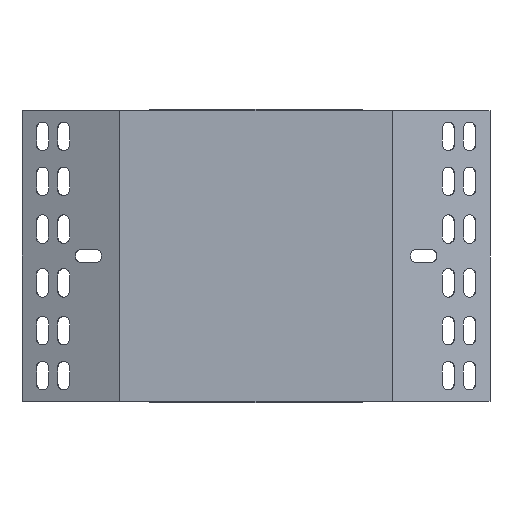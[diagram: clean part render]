
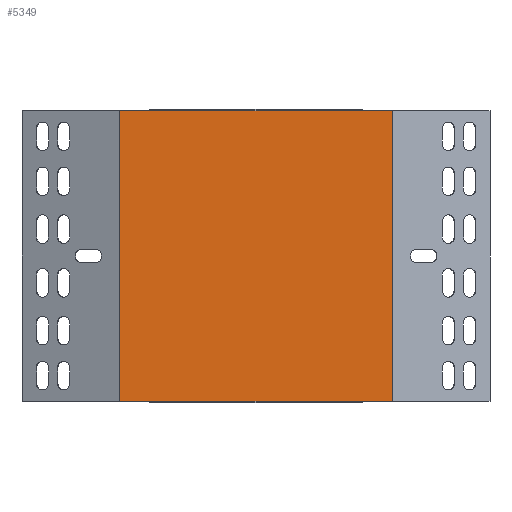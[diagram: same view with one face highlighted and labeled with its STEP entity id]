
A CAD part, front view. The second image highlights one B-rep face of the part: STEP entity #5349.
In plain terms, the highlighted planar face has unit normal (0, -1, 0).
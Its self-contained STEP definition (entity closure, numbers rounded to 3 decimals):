
#73 = EDGE_CURVE ( 'NONE', #3785, #7116, #2609, .T. ) ;
#78 = EDGE_CURVE ( 'NONE', #7116, #1792, #2427, .T. ) ;
#767 = EDGE_LOOP ( 'NONE', ( #7624, #7696, #7707, #7713 ) ) ;
#1013 = CARTESIAN_POINT ( 'NONE',  ( 49.141, -23.927, 50.8 ) ) ;
#1792 = VERTEX_POINT ( 'NONE', #1013 ) ;
#1867 = DIRECTION ( 'NONE',  ( 0., 0., 1. ) ) ;
#1924 = DIRECTION ( 'NONE',  ( 0., 1., 0. ) ) ;
#1938 = AXIS2_PLACEMENT_3D ( 'NONE', #2153, #1924, #1867 ) ;
#2055 = PLANE ( 'NONE',  #1938 ) ;
#2153 = CARTESIAN_POINT ( 'NONE',  ( -93.218, -23.927, 50. ) ) ;
#2264 = CARTESIAN_POINT ( 'NONE',  ( -93.377, -23.927, 50.8 ) ) ;
#2317 = VERTEX_POINT ( 'NONE', #6715 ) ;
#2334 = VECTOR ( 'NONE', #3240, 1000. ) ;
#2417 = VECTOR ( 'NONE', #3588, 1000. ) ;
#2427 = LINE ( 'NONE', #3344, #2334 ) ;
#2609 = LINE ( 'NONE', #3227, #2417 ) ;
#3144 = VECTOR ( 'NONE', #4063, 1000. ) ;
#3155 = LINE ( 'NONE', #4081, #3144 ) ;
#3227 = CARTESIAN_POINT ( 'NONE',  ( -93.377, -23.927, -101.657 ) ) ;
#3240 = DIRECTION ( 'NONE',  ( 1., 0., 0. ) ) ;
#3344 = CARTESIAN_POINT ( 'NONE',  ( -94.349, -23.927, 50.8 ) ) ;
#3401 = VECTOR ( 'NONE', #5072, 1000. ) ;
#3424 = LINE ( 'NONE', #5009, #3401 ) ;
#3588 = DIRECTION ( 'NONE',  ( 0., 0., 1. ) ) ;
#3785 = VERTEX_POINT ( 'NONE', #5479 ) ;
#4063 = DIRECTION ( 'NONE',  ( 1., 0., 0. ) ) ;
#4081 = CARTESIAN_POINT ( 'NONE',  ( -94.349, -23.927, -100.8 ) ) ;
#4786 = FACE_OUTER_BOUND ( 'NONE', #767, .T. ) ;
#5009 = CARTESIAN_POINT ( 'NONE',  ( 49.141, -23.927, -101.657 ) ) ;
#5072 = DIRECTION ( 'NONE',  ( 0., 0., 1. ) ) ;
#5349 = ADVANCED_FACE ( 'NONE', ( #4786 ), #2055, .F. ) ;
#5479 = CARTESIAN_POINT ( 'NONE',  ( -93.377, -23.927, -100.8 ) ) ;
#6363 = EDGE_CURVE ( 'NONE', #2317, #1792, #3424, .T. ) ;
#6633 = EDGE_CURVE ( 'NONE', #3785, #2317, #3155, .T. ) ;
#6715 = CARTESIAN_POINT ( 'NONE',  ( 49.141, -23.927, -100.8 ) ) ;
#7116 = VERTEX_POINT ( 'NONE', #2264 ) ;
#7624 = ORIENTED_EDGE ( 'NONE', *, *, #6363, .T. ) ;
#7696 = ORIENTED_EDGE ( 'NONE', *, *, #78, .F. ) ;
#7707 = ORIENTED_EDGE ( 'NONE', *, *, #73, .F. ) ;
#7713 = ORIENTED_EDGE ( 'NONE', *, *, #6633, .T. ) ;
